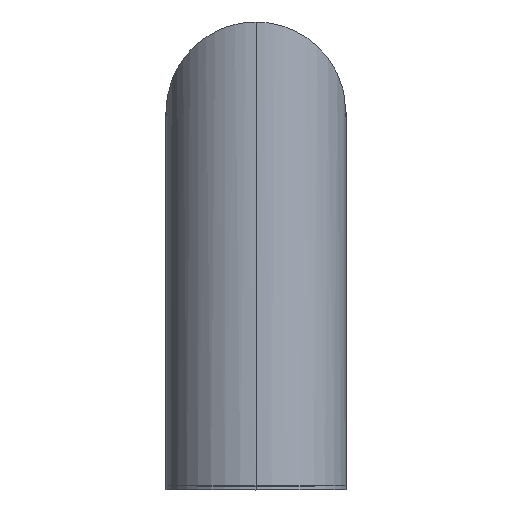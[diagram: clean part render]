
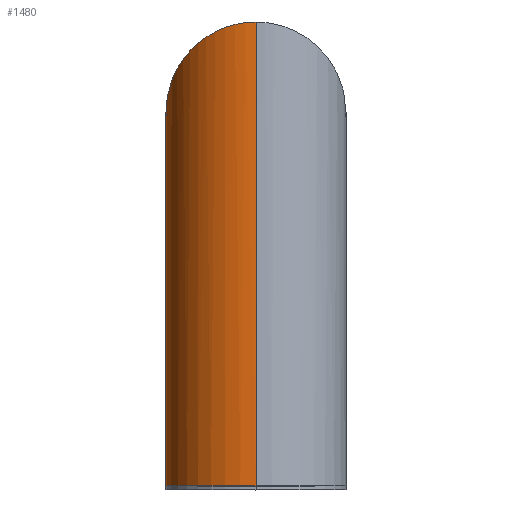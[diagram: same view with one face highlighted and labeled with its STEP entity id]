
A CAD part, top view. The second image highlights one B-rep face of the part: STEP entity #1480.
In plain terms, the highlighted cylindrical face has radius 6.35 mm (diameter 12.7 mm), a partial arc.
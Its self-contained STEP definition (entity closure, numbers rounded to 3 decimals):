
#250=CARTESIAN_POINT('',(0.,26.35,80.));
#260=DIRECTION('',(0.,-0.707,0.707));
#270=DIRECTION('',(0.,0.707,0.707));
#280=AXIS2_PLACEMENT_3D('',#250,#260,#270);
#290=ELLIPSE('',#280,8.98,6.35);
#300=CARTESIAN_POINT('',(0.,32.7,86.35));
#310=VERTEX_POINT('',#300);
#340=CARTESIAN_POINT('',(-6.35,26.35,80.));
#350=VERTEX_POINT('',#340);
#360=EDGE_CURVE('',#310,#350,#290,.T.);
#1130=CARTESIAN_POINT('',(0.,0.,80.));
#1140=DIRECTION('',(0.,-1.,0.));
#1150=DIRECTION('',(0.,0.,1.));
#1160=AXIS2_PLACEMENT_3D('',#1130,#1140,#1150);
#1170=CYLINDRICAL_SURFACE('',#1160,6.35);
#1180=CARTESIAN_POINT('',(0.,0.,86.35));
#1190=DIRECTION('',(0.,-1.,0.));
#1200=VECTOR('',#1190,1.);
#1210=LINE('',#1180,#1200);
#1220=CARTESIAN_POINT('',(0.,0.,86.35));
#1230=VERTEX_POINT('',#1220);
#1240=EDGE_CURVE('',#310,#1230,#1210,.T.);
#1250=ORIENTED_EDGE('',*,*,#1240,.F.);
#1260=CARTESIAN_POINT('',(0.,0.,80.));
#1270=DIRECTION('',(0.,-1.,0.));
#1280=DIRECTION('',(0.,0.,1.));
#1290=AXIS2_PLACEMENT_3D('',#1260,#1270,#1280);
#1300=CIRCLE('',#1290,6.35);
#1310=CARTESIAN_POINT('',(0.,0.,73.65));
#1320=VERTEX_POINT('',#1310);
#1330=EDGE_CURVE('',#1230,#1320,#1300,.T.);
#1340=ORIENTED_EDGE('',*,*,#1330,.F.);
#1350=CARTESIAN_POINT('',(0.,0.,73.65));
#1360=DIRECTION('',(0.,-1.,0.));
#1370=VECTOR('',#1360,1.);
#1380=LINE('',#1350,#1370);
#1390=CARTESIAN_POINT('',(0.,20.,73.65));
#1400=VERTEX_POINT('',#1390);
#1410=EDGE_CURVE('',#1400,#1320,#1380,.T.);
#1420=ORIENTED_EDGE('',*,*,#1410,.T.);
#1430=EDGE_CURVE('',#350,#1400,#290,.T.);
#1440=ORIENTED_EDGE('',*,*,#1430,.T.);
#1450=ORIENTED_EDGE('',*,*,#360,.T.);
#1460=EDGE_LOOP('',(#1450,#1440,#1420,#1340,#1250));
#1470=FACE_OUTER_BOUND('',#1460,.T.);
#1480=ADVANCED_FACE('',(#1470),#1170,.T.);
